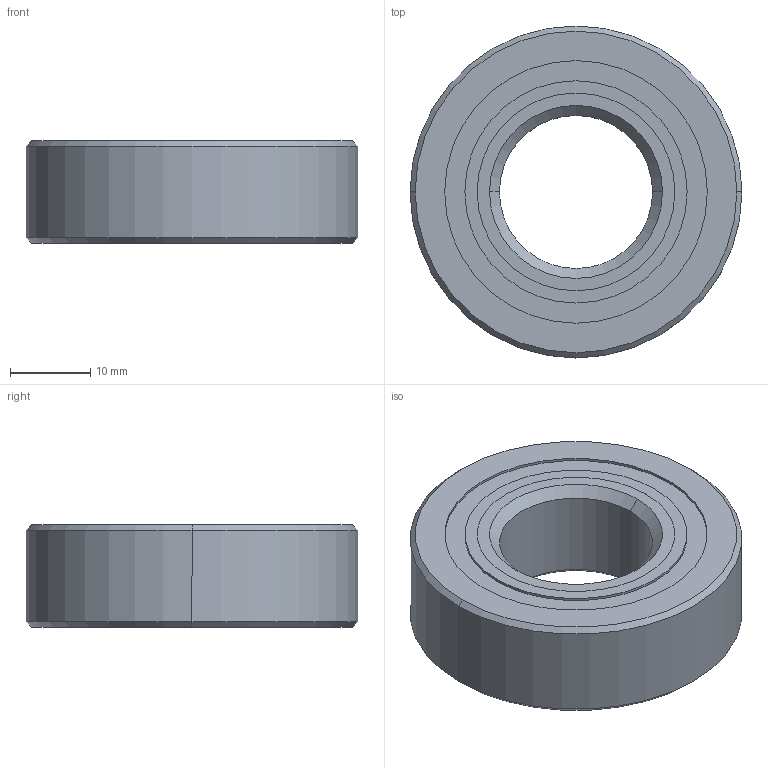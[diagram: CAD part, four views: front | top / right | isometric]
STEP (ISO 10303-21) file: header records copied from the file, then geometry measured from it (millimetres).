
FILE_DESCRIPTION (( 'STEP AP203' ), '1' );
FILE_NAME ('2780T43.step', '2015-10-22T13:40:03', ( '' ), ( '' ), 'SwSTEP 2.0', 'SolidWorks 2010', '' );
FILE_SCHEMA (( 'CONFIG_CONTROL_DESIGN' ));
Length unit declared in the file: inch
Products named in the file (1): 2780T43
Bounding box: 41.27 x 41.27 x 12.7 mm (x, y, z)
Volume: 11709.8 mm3; surface area: 11210.7 mm2
Topology: 17 solids, 17 shells, 77 faces, 190 edges, 124 vertices
Faces by surface type: cylinder 24, sphere 24, cone 12, plane 11, torus 6
Entity records: 1937 total; most frequent: DIRECTION 380, CARTESIAN_POINT 296, ORIENTED_EDGE 260, AXIS2_PLACEMENT_3D 172, EDGE_CURVE 130, CIRCLE 94, EDGE_LOOP 88, VERTEX_POINT 88
